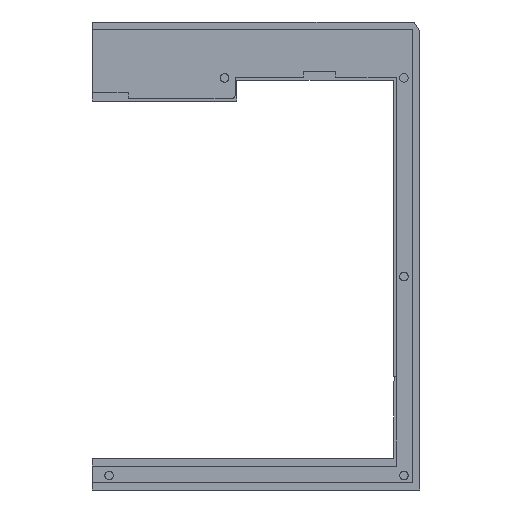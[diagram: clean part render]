
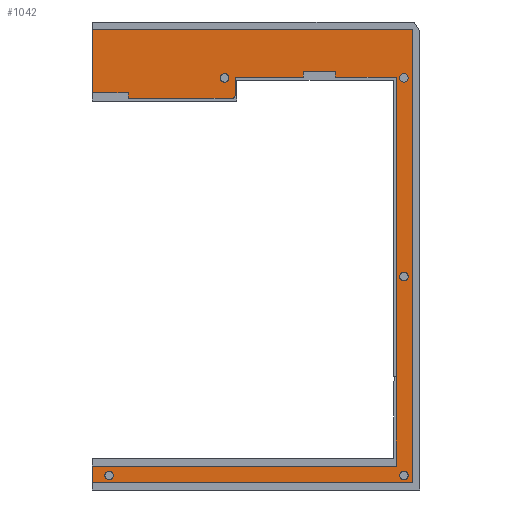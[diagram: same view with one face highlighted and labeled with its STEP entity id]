
A CAD part, front view. The second image highlights one B-rep face of the part: STEP entity #1042.
In plain terms, the highlighted planar face has unit normal (0, -1, 0).
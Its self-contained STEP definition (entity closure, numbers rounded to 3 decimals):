
#68=FACE_BOUND('',#160,.T.);
#69=FACE_BOUND('',#161,.T.);
#70=FACE_BOUND('',#162,.T.);
#71=FACE_BOUND('',#163,.T.);
#72=FACE_BOUND('',#164,.T.);
#78=CIRCLE('',#1128,1.);
#79=CIRCLE('',#1129,1.45);
#80=CIRCLE('',#1130,1.45);
#81=CIRCLE('',#1131,1.45);
#82=CIRCLE('',#1132,1.45);
#83=CIRCLE('',#1133,1.45);
#100=FACE_OUTER_BOUND('',#159,.T.);
#159=EDGE_LOOP('',(#765,#766,#767,#768,#769,#770,#771,#772,#773,#774,#775,
#776,#777,#778,#779,#780,#781));
#160=EDGE_LOOP('',(#782));
#161=EDGE_LOOP('',(#783));
#162=EDGE_LOOP('',(#784));
#163=EDGE_LOOP('',(#785));
#164=EDGE_LOOP('',(#786));
#217=LINE('',#1476,#343);
#224=LINE('',#1493,#350);
#233=LINE('',#1519,#359);
#238=LINE('',#1528,#364);
#260=LINE('',#1575,#386);
#261=LINE('',#1576,#387);
#262=LINE('',#1578,#388);
#263=LINE('',#1580,#389);
#264=LINE('',#1582,#390);
#265=LINE('',#1586,#391);
#266=LINE('',#1588,#392);
#267=LINE('',#1590,#393);
#268=LINE('',#1592,#394);
#269=LINE('',#1594,#395);
#270=LINE('',#1596,#396);
#271=LINE('',#1597,#397);
#343=VECTOR('',#1195,10.);
#350=VECTOR('',#1206,10.);
#359=VECTOR('',#1231,10.);
#364=VECTOR('',#1238,10.);
#386=VECTOR('',#1270,10.);
#387=VECTOR('',#1271,10.);
#388=VECTOR('',#1272,10.);
#389=VECTOR('',#1273,10.);
#390=VECTOR('',#1274,10.);
#391=VECTOR('',#1277,10.);
#392=VECTOR('',#1278,10.);
#393=VECTOR('',#1279,10.);
#394=VECTOR('',#1280,10.);
#395=VECTOR('',#1281,10.);
#396=VECTOR('',#1282,10.);
#397=VECTOR('',#1283,10.);
#469=VERTEX_POINT('',#1473);
#470=VERTEX_POINT('',#1475);
#477=VERTEX_POINT('',#1490);
#478=VERTEX_POINT('',#1492);
#487=VERTEX_POINT('',#1518);
#490=VERTEX_POINT('',#1526);
#510=VERTEX_POINT('',#1574);
#511=VERTEX_POINT('',#1577);
#512=VERTEX_POINT('',#1579);
#513=VERTEX_POINT('',#1581);
#514=VERTEX_POINT('',#1583);
#515=VERTEX_POINT('',#1585);
#516=VERTEX_POINT('',#1587);
#517=VERTEX_POINT('',#1589);
#518=VERTEX_POINT('',#1591);
#519=VERTEX_POINT('',#1593);
#520=VERTEX_POINT('',#1595);
#521=VERTEX_POINT('',#1598);
#522=VERTEX_POINT('',#1600);
#523=VERTEX_POINT('',#1602);
#524=VERTEX_POINT('',#1604);
#525=VERTEX_POINT('',#1606);
#563=EDGE_CURVE('',#470,#469,#217,.T.);
#571=EDGE_CURVE('',#478,#477,#224,.T.);
#583=EDGE_CURVE('',#487,#478,#233,.T.);
#588=EDGE_CURVE('',#477,#490,#238,.T.);
#611=EDGE_CURVE('',#490,#510,#260,.T.);
#612=EDGE_CURVE('',#510,#470,#261,.T.);
#613=EDGE_CURVE('',#469,#511,#262,.T.);
#614=EDGE_CURVE('',#511,#512,#263,.T.);
#615=EDGE_CURVE('',#512,#513,#264,.T.);
#616=EDGE_CURVE('',#513,#514,#78,.T.);
#617=EDGE_CURVE('',#514,#515,#265,.T.);
#618=EDGE_CURVE('',#516,#515,#266,.T.);
#619=EDGE_CURVE('',#516,#517,#267,.T.);
#620=EDGE_CURVE('',#517,#518,#268,.T.);
#621=EDGE_CURVE('',#518,#519,#269,.T.);
#622=EDGE_CURVE('',#519,#520,#270,.T.);
#623=EDGE_CURVE('',#520,#487,#271,.T.);
#624=EDGE_CURVE('',#521,#521,#79,.T.);
#625=EDGE_CURVE('',#522,#522,#80,.T.);
#626=EDGE_CURVE('',#523,#523,#81,.T.);
#627=EDGE_CURVE('',#524,#524,#82,.T.);
#628=EDGE_CURVE('',#525,#525,#83,.T.);
#765=ORIENTED_EDGE('',*,*,#571,.T.);
#766=ORIENTED_EDGE('',*,*,#588,.T.);
#767=ORIENTED_EDGE('',*,*,#611,.T.);
#768=ORIENTED_EDGE('',*,*,#612,.T.);
#769=ORIENTED_EDGE('',*,*,#563,.T.);
#770=ORIENTED_EDGE('',*,*,#613,.T.);
#771=ORIENTED_EDGE('',*,*,#614,.T.);
#772=ORIENTED_EDGE('',*,*,#615,.T.);
#773=ORIENTED_EDGE('',*,*,#616,.T.);
#774=ORIENTED_EDGE('',*,*,#617,.T.);
#775=ORIENTED_EDGE('',*,*,#618,.F.);
#776=ORIENTED_EDGE('',*,*,#619,.T.);
#777=ORIENTED_EDGE('',*,*,#620,.T.);
#778=ORIENTED_EDGE('',*,*,#621,.T.);
#779=ORIENTED_EDGE('',*,*,#622,.T.);
#780=ORIENTED_EDGE('',*,*,#623,.T.);
#781=ORIENTED_EDGE('',*,*,#583,.T.);
#782=ORIENTED_EDGE('',*,*,#624,.T.);
#783=ORIENTED_EDGE('',*,*,#625,.T.);
#784=ORIENTED_EDGE('',*,*,#626,.T.);
#785=ORIENTED_EDGE('',*,*,#627,.T.);
#786=ORIENTED_EDGE('',*,*,#628,.T.);
#991=PLANE('',#1127);
#1042=ADVANCED_FACE('',(#100,#68,#69,#70,#71,#72),#991,.T.);
#1127=AXIS2_PLACEMENT_3D('',#1573,#1268,#1269);
#1128=AXIS2_PLACEMENT_3D('',#1584,#1275,#1276);
#1129=AXIS2_PLACEMENT_3D('',#1599,#1284,#1285);
#1130=AXIS2_PLACEMENT_3D('',#1601,#1286,#1287);
#1131=AXIS2_PLACEMENT_3D('',#1603,#1288,#1289);
#1132=AXIS2_PLACEMENT_3D('',#1605,#1290,#1291);
#1133=AXIS2_PLACEMENT_3D('',#1607,#1292,#1293);
#1195=DIRECTION('',(0.,0.,-1.));
#1206=DIRECTION('',(0.,0.,-1.));
#1231=DIRECTION('',(-1.,0.,0.));
#1238=DIRECTION('',(1.,0.,0.));
#1268=DIRECTION('center_axis',(0.,-1.,0.));
#1269=DIRECTION('ref_axis',(0.,0.,-1.));
#1270=DIRECTION('',(0.,0.,1.));
#1271=DIRECTION('',(-1.,0.,0.));
#1272=DIRECTION('',(1.,0.,0.));
#1273=DIRECTION('',(0.,0.,-1.));
#1274=DIRECTION('',(1.,0.,0.));
#1275=DIRECTION('center_axis',(0.,-1.,0.));
#1276=DIRECTION('ref_axis',(0.,0.,1.));
#1277=DIRECTION('',(0.,0.,1.));
#1278=DIRECTION('',(-1.,0.,0.));
#1279=DIRECTION('',(0.,0.,1.));
#1280=DIRECTION('',(1.,0.,0.));
#1281=DIRECTION('',(0.,0.,-1.));
#1282=DIRECTION('',(1.,0.,0.));
#1283=DIRECTION('',(0.,0.,-1.));
#1284=DIRECTION('center_axis',(0.,1.,0.));
#1285=DIRECTION('ref_axis',(1.,0.,0.));
#1286=DIRECTION('center_axis',(0.,1.,0.));
#1287=DIRECTION('ref_axis',(1.,0.,0.));
#1288=DIRECTION('center_axis',(0.,1.,0.));
#1289=DIRECTION('ref_axis',(1.,0.,0.));
#1290=DIRECTION('center_axis',(0.,1.,0.));
#1291=DIRECTION('ref_axis',(1.,0.,0.));
#1292=DIRECTION('center_axis',(0.,1.,0.));
#1293=DIRECTION('ref_axis',(1.,0.,0.));
#1473=CARTESIAN_POINT('',(44.689,0.,62.707));
#1475=CARTESIAN_POINT('',(44.689,0.,84.378));
#1476=CARTESIAN_POINT('',(44.689,0.,-26.393));
#1490=CARTESIAN_POINT('',(44.689,0.,-70.351));
#1492=CARTESIAN_POINT('',(44.689,0.,-64.587));
#1493=CARTESIAN_POINT('',(44.689,0.,-26.393));
#1518=CARTESIAN_POINT('',(148.335,0.,-64.587));
#1519=CARTESIAN_POINT('',(54.925,0.,-64.587));
#1526=CARTESIAN_POINT('',(153.835,0.,-70.351));
#1528=CARTESIAN_POINT('',(79.135,0.,-70.351));
#1573=CARTESIAN_POINT('Origin',(-37.886,0.,-65.922));
#1574=CARTESIAN_POINT('',(153.835,0.,84.378));
#1575=CARTESIAN_POINT('',(153.835,0.,45.696));
#1576=CARTESIAN_POINT('',(-70.265,0.,84.378));
#1577=CARTESIAN_POINT('',(56.915,0.,62.707));
#1578=CARTESIAN_POINT('',(24.562,0.,62.707));
#1579=CARTESIAN_POINT('',(56.915,0.,60.778));
#1580=CARTESIAN_POINT('',(56.915,0.,34.86));
#1581=CARTESIAN_POINT('',(92.335,0.,60.778));
#1582=CARTESIAN_POINT('',(91.735,0.,60.778));
#1583=CARTESIAN_POINT('',(93.335,0.,61.778));
#1584=CARTESIAN_POINT('Origin',(92.335,0.,61.778));
#1585=CARTESIAN_POINT('',(93.335,0.,67.928));
#1586=CARTESIAN_POINT('',(93.335,0.,37.471));
#1587=CARTESIAN_POINT('',(116.645,0.,67.928));
#1588=CARTESIAN_POINT('',(117.612,0.,67.928));
#1589=CARTESIAN_POINT('',(116.645,0.,69.907));
#1590=CARTESIAN_POINT('',(116.645,0.,37.471));
#1591=CARTESIAN_POINT('',(127.56,0.,69.907));
#1592=CARTESIAN_POINT('',(60.54,0.,69.907));
#1593=CARTESIAN_POINT('',(127.56,0.,67.928));
#1594=CARTESIAN_POINT('',(127.56,0.,38.46));
#1595=CARTESIAN_POINT('',(148.335,0.,67.928));
#1596=CARTESIAN_POINT('',(54.925,0.,67.928));
#1597=CARTESIAN_POINT('',(148.335,0.,-32.126));
#1598=CARTESIAN_POINT('',(149.438,0.,0.));
#1599=CARTESIAN_POINT('Origin',(150.888,0.,0.));
#1600=CARTESIAN_POINT('',(149.438,0.,67.728));
#1601=CARTESIAN_POINT('Origin',(150.888,0.,67.728));
#1602=CARTESIAN_POINT('',(88.322,0.,67.728));
#1603=CARTESIAN_POINT('Origin',(89.772,0.,67.728));
#1604=CARTESIAN_POINT('',(48.964,0.,-67.799));
#1605=CARTESIAN_POINT('Origin',(50.414,0.,-67.799));
#1606=CARTESIAN_POINT('',(149.438,0.,-67.799));
#1607=CARTESIAN_POINT('Origin',(150.888,0.,-67.799));
